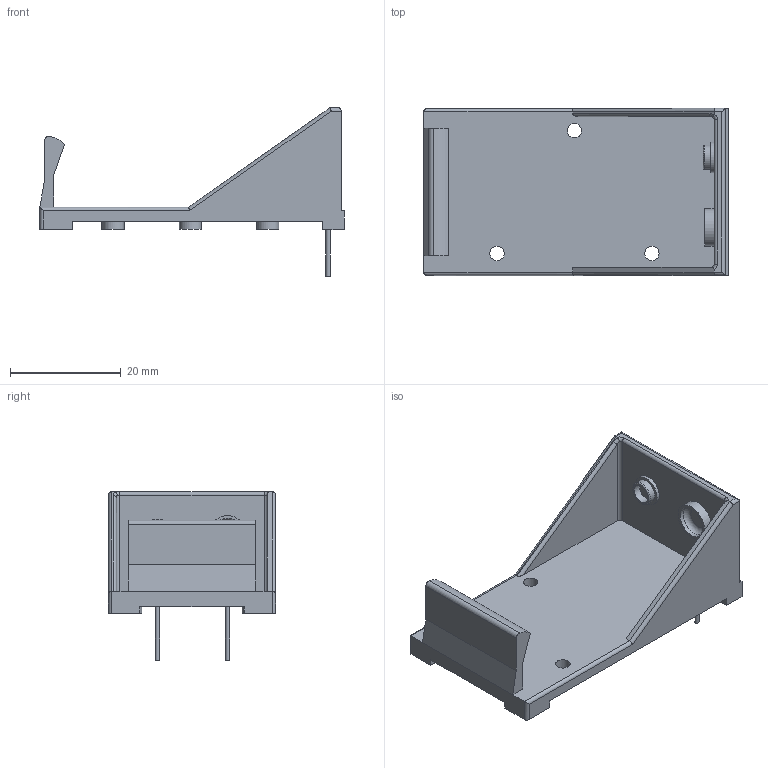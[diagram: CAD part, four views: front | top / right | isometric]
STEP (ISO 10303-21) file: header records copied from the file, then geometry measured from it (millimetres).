
FILE_DESCRIPTION(/* description */ ('Unknown'),/* implementation_level */ '2;1');
FILE_NAME(/* name */ '12BH611-GR',/* time_stamp */ '2022-11-25T13:03:42+02:00',/* author */ ('Unknown'),/* organization */ ('Unknown'),/* preprocessor_version */ 'ST-DEVELOPER v18.102',/* originating_system */ 'Solid Edge',/* authorisation */ 'Unknown');
FILE_SCHEMA (('AUTOMOTIVE_DESIGN {1 0 10303 214 3 1 1}'));
Length unit declared in the file: millimetre
Products named in the file (1): 12BH611-GR
Bounding box: 55.05 x 30.2 x 30.47 mm (x, y, z)
Volume: 6849.5 mm3; surface area: 6804.2 mm2
Topology: 1 solids, 1 shells, 75 faces, 178 edges, 115 vertices
Faces by surface type: plane 42, cylinder 28, torus 4, bspline 1
Full cylindrical faces by diameter (mm): 0.8 x2, 2.6 x3, 3.45 x1, 4 x3, 4.375 x1, 5.514 x1, 5.737 x1, 6.758 x1
Entity records: 2622 total; most frequent: CARTESIAN_POINT 372, DIRECTION 359, ORIENTED_EDGE 318, EDGE_CURVE 159, AXIS2_PLACEMENT_3D 129, VERTEX_POINT 111, EDGE_LOOP 106, FACE_BOUND 106
